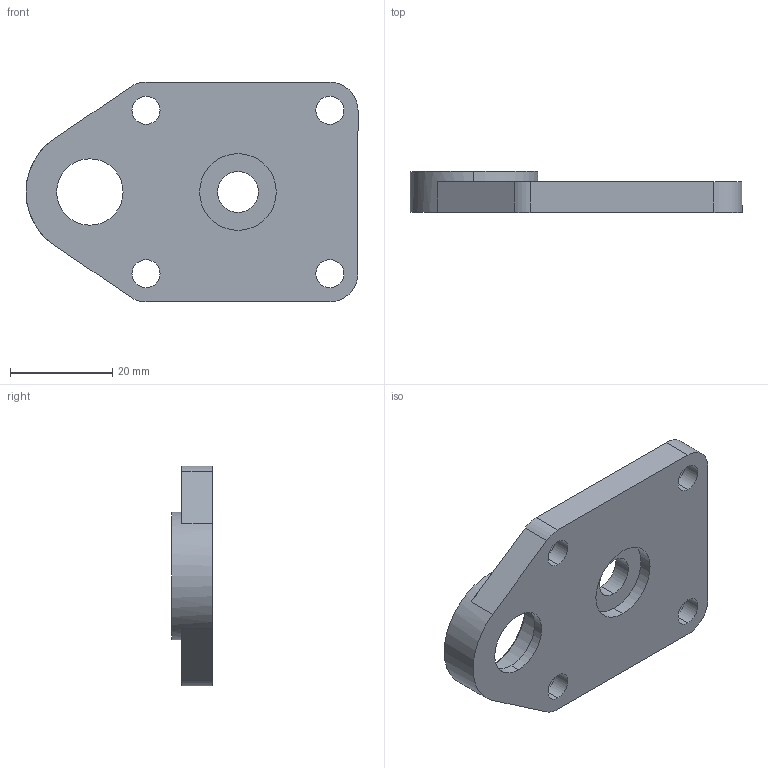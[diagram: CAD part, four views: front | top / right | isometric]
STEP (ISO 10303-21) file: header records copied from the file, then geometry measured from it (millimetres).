
FILE_DESCRIPTION (( 'STEP AP203' ), '1' );
FILE_NAME ('V2_ASV-1.4-USI_0062-A-PLATSUPROUL.STEP', '2024-09-09T13:05:25', ( '' ), ( '' ), 'SwSTEP 2.0', 'SolidWorks 2016', '' );
FILE_SCHEMA (( 'CONFIG_CONTROL_DESIGN' ));
Length unit declared in the file: millimetre
Products named in the file (1): V2_ASV-1.4-USI_0062-A-PLATSUPROUL
Bounding box: 65 x 8 x 43 mm (x, y, z)
Volume: 12201.8 mm3; surface area: 6711.6 mm2
Topology: 1 solids, 1 shells, 54 faces, 128 edges, 82 vertices
Faces by surface type: cylinder 30, plane 14, cone 10
Entity records: 1685 total; most frequent: DIRECTION 310, CARTESIAN_POINT 265, ORIENTED_EDGE 256, EDGE_CURVE 128, AXIS2_PLACEMENT_3D 127, VERTEX_POINT 82, EDGE_LOOP 72, CIRCLE 72
